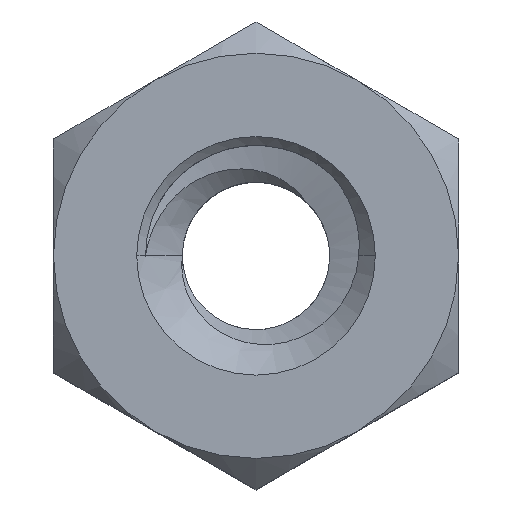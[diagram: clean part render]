
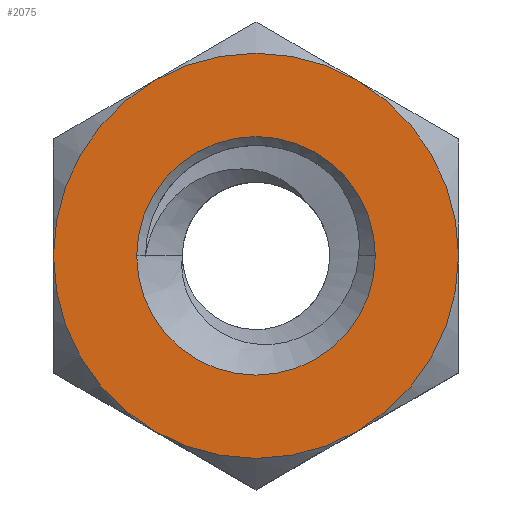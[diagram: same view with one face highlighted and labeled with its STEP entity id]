
A CAD part, top view. The second image highlights one B-rep face of the part: STEP entity #2075.
In plain terms, the highlighted planar face has unit normal (0, 0, 1).
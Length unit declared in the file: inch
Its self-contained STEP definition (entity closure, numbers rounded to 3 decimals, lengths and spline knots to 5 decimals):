
#33 = EDGE_CURVE ( 'NONE', #797, #386, #907, .T. ) ;
#119 = ORIENTED_EDGE ( 'NONE', *, *, #166, .F. ) ;
#159 = DIRECTION ( 'NONE',  ( 1., 0., 0. ) ) ;
#166 = EDGE_CURVE ( 'NONE', #497, #1529, #1022, .T. ) ;
#197 = DIRECTION ( 'NONE',  ( 0., 0., 1. ) ) ;
#223 = ORIENTED_EDGE ( 'NONE', *, *, #1152, .T. ) ;
#226 = EDGE_CURVE ( 'NONE', #2179, #797, #843, .T. ) ;
#259 = EDGE_CURVE ( 'NONE', #1477, #2179, #383, .T. ) ;
#268 = AXIS2_PLACEMENT_3D ( 'NONE', #1502, #1663, #1638 ) ;
#296 = CARTESIAN_POINT ( 'NONE',  ( 0., 0., 0.17969 ) ) ;
#334 = FACE_OUTER_BOUND ( 'NONE', #1807, .T. ) ;
#365 = ORIENTED_EDGE ( 'NONE', *, *, #2038, .F. ) ;
#383 = CIRCLE ( 'NONE', #417, 0.34375 ) ;
#386 = VERTEX_POINT ( 'NONE', #592 ) ;
#417 = AXIS2_PLACEMENT_3D ( 'NONE', #1220, #1349, #159 ) ;
#461 = DIRECTION ( 'NONE',  ( 0., 0., 1. ) ) ;
#474 = ORIENTED_EDGE ( 'NONE', *, *, #872, .T. ) ;
#493 = DIRECTION ( 'NONE',  ( 0., 0., 1. ) ) ;
#495 = PLANE ( 'NONE',  #1617 ) ;
#497 = VERTEX_POINT ( 'NONE', #2115 ) ;
#527 = CIRCLE ( 'NONE', #1754, 0.34375 ) ;
#564 = AXIS2_PLACEMENT_3D ( 'NONE', #656, #493, #1166 ) ;
#574 = ORIENTED_EDGE ( 'NONE', *, *, #226, .T. ) ;
#592 = CARTESIAN_POINT ( 'NONE',  ( 0.34375, 0., 0.17969 ) ) ;
#656 = CARTESIAN_POINT ( 'NONE',  ( 0., 0., 0.17969 ) ) ;
#670 = AXIS2_PLACEMENT_3D ( 'NONE', #296, #2010, #823 ) ;
#750 = ORIENTED_EDGE ( 'NONE', *, *, #33, .T. ) ;
#767 = DIRECTION ( 'NONE',  ( 1., 0., 0. ) ) ;
#797 = VERTEX_POINT ( 'NONE', #950 ) ;
#823 = DIRECTION ( 'NONE',  ( 1., 0., 0. ) ) ;
#843 = CIRCLE ( 'NONE', #1583, 0.34375 ) ;
#872 = EDGE_CURVE ( 'NONE', #386, #1956, #527, .T. ) ;
#880 = CARTESIAN_POINT ( 'NONE',  ( 0., 0., 0.17969 ) ) ;
#907 = CIRCLE ( 'NONE', #2145, 0.34375 ) ;
#912 = CIRCLE ( 'NONE', #1835, 0.2025 ) ;
#950 = CARTESIAN_POINT ( 'NONE',  ( 0.17187, -0.2977, 0.17969 ) ) ;
#1022 = CIRCLE ( 'NONE', #268, 0.2025 ) ;
#1025 = DIRECTION ( 'NONE',  ( 0., 0., 1. ) ) ;
#1133 = DIRECTION ( 'NONE',  ( 1., 0., 0. ) ) ;
#1140 = CARTESIAN_POINT ( 'NONE',  ( 0., 0., 0.17969 ) ) ;
#1152 = EDGE_CURVE ( 'NONE', #1956, #1683, #1439, .T. ) ;
#1153 = DIRECTION ( 'NONE',  ( 0., 0., 1. ) ) ;
#1166 = DIRECTION ( 'NONE',  ( 1., 0., 0. ) ) ;
#1180 = EDGE_LOOP ( 'NONE', ( #119, #365 ) ) ;
#1188 = CARTESIAN_POINT ( 'NONE',  ( 0., -0.39693, 0.17969 ) ) ;
#1220 = CARTESIAN_POINT ( 'NONE',  ( 0., 0., 0.17969 ) ) ;
#1340 = CIRCLE ( 'NONE', #670, 0.34375 ) ;
#1344 = CARTESIAN_POINT ( 'NONE',  ( 0.17187, 0.2977, 0.17969 ) ) ;
#1346 = ORIENTED_EDGE ( 'NONE', *, *, #259, .T. ) ;
#1349 = DIRECTION ( 'NONE',  ( 0., 0., 1. ) ) ;
#1439 = CIRCLE ( 'NONE', #564, 0.34375 ) ;
#1452 = DIRECTION ( 'NONE',  ( 0., 0., 1. ) ) ;
#1477 = VERTEX_POINT ( 'NONE', #1786 ) ;
#1502 = CARTESIAN_POINT ( 'NONE',  ( 0., 0., 0.17969 ) ) ;
#1529 = VERTEX_POINT ( 'NONE', #1968 ) ;
#1556 = DIRECTION ( 'NONE',  ( 1., 0., 0. ) ) ;
#1583 = AXIS2_PLACEMENT_3D ( 'NONE', #1980, #461, #1133 ) ;
#1617 = AXIS2_PLACEMENT_3D ( 'NONE', #1188, #1153, #1646 ) ;
#1638 = DIRECTION ( 'NONE',  ( 1., 0., 0. ) ) ;
#1646 = DIRECTION ( 'NONE',  ( 1., 0., 0. ) ) ;
#1663 = DIRECTION ( 'NONE',  ( 0., 0., 1. ) ) ;
#1683 = VERTEX_POINT ( 'NONE', #2178 ) ;
#1726 = CARTESIAN_POINT ( 'NONE',  ( -0.17187, -0.2977, 0.17969 ) ) ;
#1754 = AXIS2_PLACEMENT_3D ( 'NONE', #880, #197, #1556 ) ;
#1786 = CARTESIAN_POINT ( 'NONE',  ( -0.34375, 0., 0.17969 ) ) ;
#1807 = EDGE_LOOP ( 'NONE', ( #750, #474, #223, #1870, #1346, #574 ) ) ;
#1835 = AXIS2_PLACEMENT_3D ( 'NONE', #1140, #1025, #1853 ) ;
#1853 = DIRECTION ( 'NONE',  ( 1., 0., 0. ) ) ;
#1870 = ORIENTED_EDGE ( 'NONE', *, *, #1941, .T. ) ;
#1941 = EDGE_CURVE ( 'NONE', #1683, #1477, #1340, .T. ) ;
#1946 = CARTESIAN_POINT ( 'NONE',  ( 0., 0., 0.17969 ) ) ;
#1956 = VERTEX_POINT ( 'NONE', #1344 ) ;
#1968 = CARTESIAN_POINT ( 'NONE',  ( -0.2025, 0., 0.17969 ) ) ;
#1980 = CARTESIAN_POINT ( 'NONE',  ( 0., 0., 0.17969 ) ) ;
#1987 = FACE_BOUND ( 'NONE', #1180, .T. ) ;
#2010 = DIRECTION ( 'NONE',  ( 0., 0., 1. ) ) ;
#2038 = EDGE_CURVE ( 'NONE', #1529, #497, #912, .T. ) ;
#2075 = ADVANCED_FACE ( 'NONE', ( #1987, #334 ), #495, .T. ) ;
#2115 = CARTESIAN_POINT ( 'NONE',  ( 0.2025, 0., 0.17969 ) ) ;
#2145 = AXIS2_PLACEMENT_3D ( 'NONE', #1946, #1452, #767 ) ;
#2178 = CARTESIAN_POINT ( 'NONE',  ( -0.17188, 0.2977, 0.17969 ) ) ;
#2179 = VERTEX_POINT ( 'NONE', #1726 ) ;
